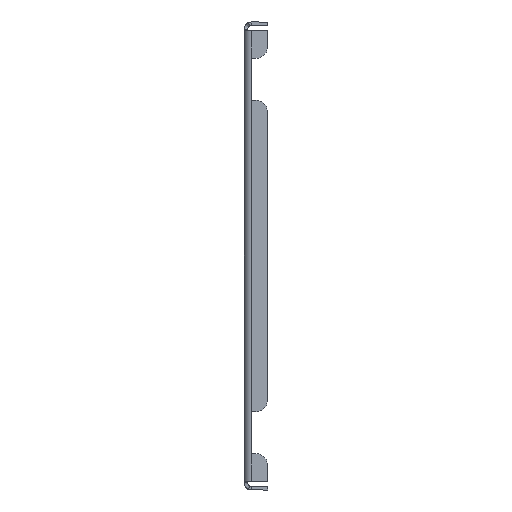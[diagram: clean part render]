
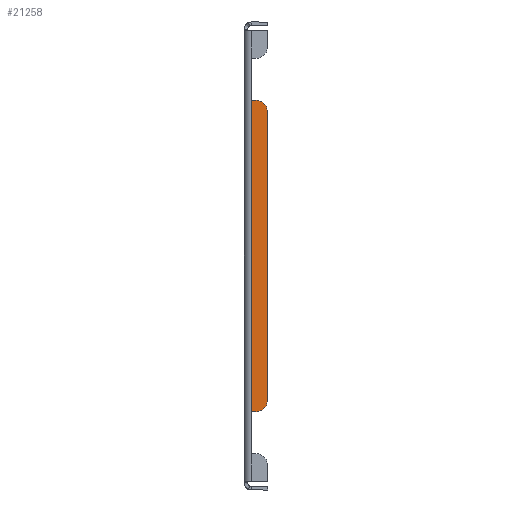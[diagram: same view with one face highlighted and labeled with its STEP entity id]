
A CAD part, left-side view. The second image highlights one B-rep face of the part: STEP entity #21258.
In plain terms, the highlighted planar face has unit normal (-1, 0, 0).
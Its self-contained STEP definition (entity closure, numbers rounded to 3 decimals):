
#64 = CARTESIAN_POINT ( 'NONE',  ( -223.5, 220.693, -66.5 ) ) ;
#617 = CARTESIAN_POINT ( 'NONE',  ( -223.5, 220.693, 66.5 ) ) ;
#1229 = CARTESIAN_POINT ( 'NONE',  ( -223.5, -5., -66.5 ) ) ;
#1968 = CARTESIAN_POINT ( 'NONE',  ( -223.5, 220.693, 0. ) ) ;
#2451 = EDGE_CURVE ( 'NONE', #18271, #23344, #4193, .T. ) ;
#2937 = DIRECTION ( 'NONE',  ( 0., -1., 0. ) ) ;
#4193 = LINE ( 'NONE', #21496, #19857 ) ;
#7009 = PLANE ( 'NONE',  #16391 ) ;
#7626 = EDGE_CURVE ( 'NONE', #25889, #23344, #34660, .T. ) ;
#8356 = DIRECTION ( 'NONE',  ( 0., 1., 0. ) ) ;
#8391 = ORIENTED_EDGE ( 'NONE', *, *, #18264, .F. ) ;
#8420 = AXIS2_PLACEMENT_3D ( 'NONE', #15671, #34242, #10626 ) ;
#9665 = VECTOR ( 'NONE', #8356, 1000. ) ;
#9825 = ORIENTED_EDGE ( 'NONE', *, *, #21289, .T. ) ;
#10626 = DIRECTION ( 'NONE',  ( 0., -1., 0. ) ) ;
#10742 = VERTEX_POINT ( 'NONE', #29357 ) ;
#12225 = DIRECTION ( 'NONE',  ( 0., 0., -1. ) ) ;
#13028 = DIRECTION ( 'NONE',  ( 0., 0., -1. ) ) ;
#13498 = DIRECTION ( 'NONE',  ( 0., 0., 1. ) ) ;
#14521 = ORIENTED_EDGE ( 'NONE', *, *, #26536, .F. ) ;
#14550 = CARTESIAN_POINT ( 'NONE',  ( -223.5, -10., -96.346 ) ) ;
#15071 = ORIENTED_EDGE ( 'NONE', *, *, #2451, .T. ) ;
#15534 = EDGE_CURVE ( 'NONE', #25889, #10742, #32018, .T. ) ;
#15671 = CARTESIAN_POINT ( 'NONE',  ( -223.5, -5., 61.5 ) ) ;
#16131 = CARTESIAN_POINT ( 'NONE',  ( -223.5, -3., -66.5 ) ) ;
#16391 = AXIS2_PLACEMENT_3D ( 'NONE', #1968, #31165, #13498 ) ;
#17744 = CARTESIAN_POINT ( 'NONE',  ( -223.5, -3., 66.5 ) ) ;
#18264 = EDGE_CURVE ( 'NONE', #18271, #31977, #29247, .T. ) ;
#18271 = VERTEX_POINT ( 'NONE', #17744 ) ;
#19662 = DIRECTION ( 'NONE',  ( -1., 0., 0. ) ) ;
#19857 = VECTOR ( 'NONE', #13028, 1000. ) ;
#20124 = EDGE_LOOP ( 'NONE', ( #14521, #9825, #8391, #15071, #32973, #28192 ) ) ;
#20670 = CIRCLE ( 'NONE', #8420, 5. ) ;
#21258 = ADVANCED_FACE ( 'NONE', ( #30435 ), #7009, .T. ) ;
#21289 = EDGE_CURVE ( 'NONE', #22971, #31977, #20670, .T. ) ;
#21496 = CARTESIAN_POINT ( 'NONE',  ( -223.5, -3., 0. ) ) ;
#21682 = VECTOR ( 'NONE', #2937, 1000. ) ;
#21750 = VECTOR ( 'NONE', #12225, 1000. ) ;
#22329 = CARTESIAN_POINT ( 'NONE',  ( -223.5, -5., -61.5 ) ) ;
#22535 = DIRECTION ( 'NONE',  ( 0., -1., 0. ) ) ;
#22971 = VERTEX_POINT ( 'NONE', #34238 ) ;
#23344 = VERTEX_POINT ( 'NONE', #16131 ) ;
#23368 = LINE ( 'NONE', #14550, #21750 ) ;
#25889 = VERTEX_POINT ( 'NONE', #1229 ) ;
#26536 = EDGE_CURVE ( 'NONE', #22971, #10742, #23368, .T. ) ;
#26953 = CARTESIAN_POINT ( 'NONE',  ( -223.5, -5., 66.5 ) ) ;
#28192 = ORIENTED_EDGE ( 'NONE', *, *, #15534, .T. ) ;
#29247 = LINE ( 'NONE', #617, #21682 ) ;
#29357 = CARTESIAN_POINT ( 'NONE',  ( -223.5, -10., -61.5 ) ) ;
#30435 = FACE_OUTER_BOUND ( 'NONE', #20124, .T. ) ;
#31165 = DIRECTION ( 'NONE',  ( -1., 0., 0. ) ) ;
#31977 = VERTEX_POINT ( 'NONE', #26953 ) ;
#32018 = CIRCLE ( 'NONE', #33245, 5. ) ;
#32973 = ORIENTED_EDGE ( 'NONE', *, *, #7626, .F. ) ;
#33245 = AXIS2_PLACEMENT_3D ( 'NONE', #22329, #19662, #22535 ) ;
#34238 = CARTESIAN_POINT ( 'NONE',  ( -223.5, -10., 61.5 ) ) ;
#34242 = DIRECTION ( 'NONE',  ( -1., 0., 0. ) ) ;
#34660 = LINE ( 'NONE', #64, #9665 ) ;
